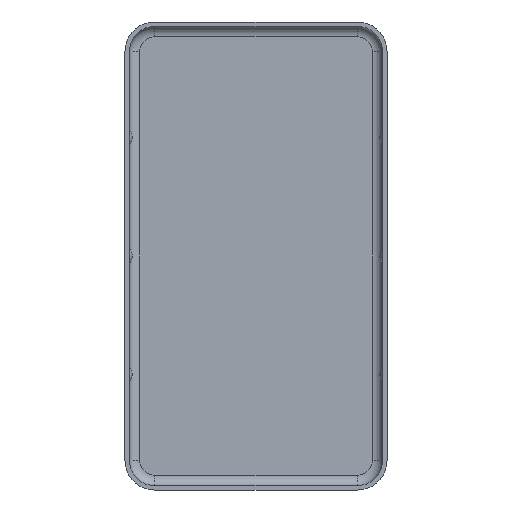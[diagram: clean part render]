
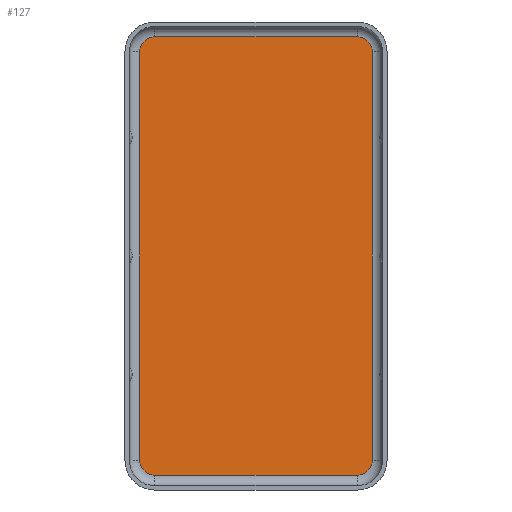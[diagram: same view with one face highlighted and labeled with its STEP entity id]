
A CAD part, front view. The second image highlights one B-rep face of the part: STEP entity #127.
In plain terms, the highlighted planar face has unit normal (0, -1, 0).
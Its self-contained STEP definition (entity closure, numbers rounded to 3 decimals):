
#127 = ADVANCED_FACE( 'NONE', ( #269 ), #270, .T. );
#269 = FACE_OUTER_BOUND( '', #430, .T. );
#270 = PLANE( '', #431 );
#430 = EDGE_LOOP( '', ( #695, #696, #697, #698, #699, #700, #701, #702 ) );
#431 = AXIS2_PLACEMENT_3D( '', #703, #704, #705 );
#695 = ORIENTED_EDGE( '', *, *, #935, .F. );
#696 = ORIENTED_EDGE( '', *, *, #905, .F. );
#697 = ORIENTED_EDGE( '', *, *, #933, .F. );
#698 = ORIENTED_EDGE( '', *, *, #941, .T. );
#699 = ORIENTED_EDGE( '', *, *, #896, .T. );
#700 = ORIENTED_EDGE( '', *, *, #962, .F. );
#701 = ORIENTED_EDGE( '', *, *, #900, .T. );
#702 = ORIENTED_EDGE( '', *, *, #872, .T. );
#703 = CARTESIAN_POINT( '', ( 6.85, 0., -13.8 ) );
#704 = DIRECTION( '', ( 0., -1., 0. ) );
#705 = DIRECTION( '', ( 0., 0., -1. ) );
#872 = EDGE_CURVE( 'NONE', #1014, #1012, #1015, .T. );
#896 = EDGE_CURVE( 'NONE', #1057, #1055, #1058, .T. );
#900 = EDGE_CURVE( 'NONE', #1063, #1014, #1064, .T. );
#905 = EDGE_CURVE( 'NONE', #1069, #1071, #1072, .T. );
#933 = EDGE_CURVE( 'NONE', #1108, #1069, #1110, .T. );
#935 = EDGE_CURVE( 'NONE', #1071, #1012, #1112, .T. );
#941 = EDGE_CURVE( 'NONE', #1108, #1057, #1120, .T. );
#962 = EDGE_CURVE( 'NONE', #1063, #1055, #1149, .T. );
#1012 = VERTEX_POINT( 'NONE', #1211 );
#1014 = VERTEX_POINT( 'NONE', #1213 );
#1015 = CIRCLE( '', #1214, 1. );
#1055 = VERTEX_POINT( 'NONE', #1261 );
#1057 = VERTEX_POINT( 'NONE', #1263 );
#1058 = LINE( '', #1264, #1265 );
#1063 = VERTEX_POINT( 'NONE', #1271 );
#1064 = LINE( '', #1272, #1273 );
#1069 = VERTEX_POINT( 'NONE', #1278 );
#1071 = VERTEX_POINT( 'NONE', #1280 );
#1072 = CIRCLE( '', #1281, 1. );
#1108 = VERTEX_POINT( 'NONE', #1323 );
#1110 = LINE( '', #1325, #1326 );
#1112 = LINE( '', #1328, #1329 );
#1120 = CIRCLE( '', #1339, 1. );
#1149 = CIRCLE( '', #1372, 1. );
#1211 = CARTESIAN_POINT( '', ( -6.85, 0., -14.8 ) );
#1213 = CARTESIAN_POINT( '', ( -7.85, 0., -13.8 ) );
#1214 = AXIS2_PLACEMENT_3D( '', #1452, #1453, #1454 );
#1261 = CARTESIAN_POINT( '', ( -6.85, 0., 14.8 ) );
#1263 = CARTESIAN_POINT( '', ( 6.85, 0., 14.8 ) );
#1264 = CARTESIAN_POINT( '', ( 6.85, 0., 14.8 ) );
#1265 = VECTOR( '', #1495, 1000. );
#1271 = CARTESIAN_POINT( '', ( -7.85, 0., 13.8 ) );
#1272 = CARTESIAN_POINT( '', ( -7.85, 0., 0. ) );
#1273 = VECTOR( '', #1500, 1000. );
#1278 = CARTESIAN_POINT( '', ( 7.85, 0., -13.8 ) );
#1280 = CARTESIAN_POINT( '', ( 6.85, 0., -14.8 ) );
#1281 = AXIS2_PLACEMENT_3D( '', #1510, #1511, #1512 );
#1323 = CARTESIAN_POINT( '', ( 7.85, 0., 13.8 ) );
#1325 = CARTESIAN_POINT( '', ( 7.85, 0., 0. ) );
#1326 = VECTOR( '', #1552, 1000. );
#1328 = CARTESIAN_POINT( '', ( 6.85, 0., -14.8 ) );
#1329 = VECTOR( '', #1553, 1000. );
#1339 = AXIS2_PLACEMENT_3D( '', #1559, #1560, #1561 );
#1372 = AXIS2_PLACEMENT_3D( '', #1590, #1591, #1592 );
#1452 = CARTESIAN_POINT( '', ( -6.85, 0., -13.8 ) );
#1453 = DIRECTION( '', ( 0., -1., 0. ) );
#1454 = DIRECTION( '', ( 0., 0., 1. ) );
#1495 = DIRECTION( '', ( -1., 0., 0. ) );
#1500 = DIRECTION( '', ( 0., 0., -1. ) );
#1510 = CARTESIAN_POINT( '', ( 6.85, 0., -13.8 ) );
#1511 = DIRECTION( '', ( 0., 1., 0. ) );
#1512 = DIRECTION( '', ( 0., 0., 1. ) );
#1552 = DIRECTION( '', ( 0., 0., -1. ) );
#1553 = DIRECTION( '', ( -1., 0., 0. ) );
#1559 = CARTESIAN_POINT( '', ( 6.85, 0., 13.8 ) );
#1560 = DIRECTION( '', ( 0., -1., 0. ) );
#1561 = DIRECTION( '', ( 0., 0., -1. ) );
#1590 = CARTESIAN_POINT( '', ( -6.85, 0., 13.8 ) );
#1591 = DIRECTION( '', ( 0., 1., 0. ) );
#1592 = DIRECTION( '', ( 0., 0., -1. ) );
